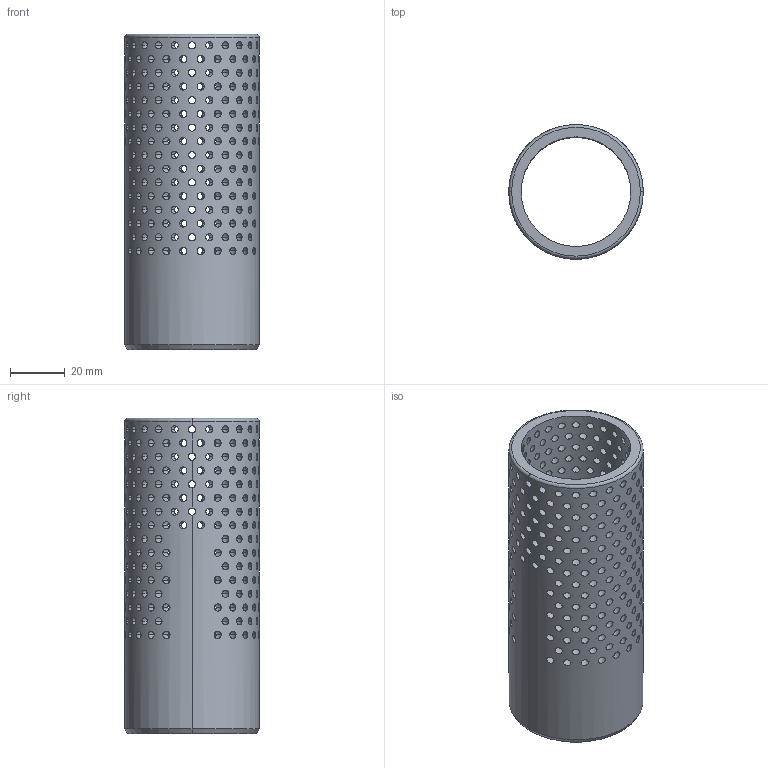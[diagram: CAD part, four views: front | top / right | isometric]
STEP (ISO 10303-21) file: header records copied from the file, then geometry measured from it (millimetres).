
FILE_DESCRIPTION (( 'STEP AP214' ), '1' );
FILE_NAME ('682QM-D40-C115.STEP', '2021-11-04T03:49:06', ( '' ), ( '' ), 'SwSTEP 2.0', 'SolidWorks 2016', '' );
FILE_SCHEMA (( 'AUTOMOTIVE_DESIGN' ));
Length unit declared in the file: millimetre
Products named in the file (2): 682QM-D40-C115
Bounding box: 49 x 49 x 115 mm (x, y, z)
Volume: 47360.4 mm3; surface area: 55123.3 mm2
Topology: 1 solids, 1 shells, 711 faces, 3888 edges, 2476 vertices
Faces by surface type: sphere 688, plane 11, cylinder 8, cone 2, torus 2
Entity records: 52277 total; most frequent: CARTESIAN_POINT 33541, ORIENTED_EDGE 4336, DIRECTION 2904, EDGE_CURVE 2168, VERTEX_POINT 1444, AXIS2_PLACEMENT_3D 1431, B_SPLINE_CURVE_WITH_KNOTS 1408, EDGE_LOOP 1386
